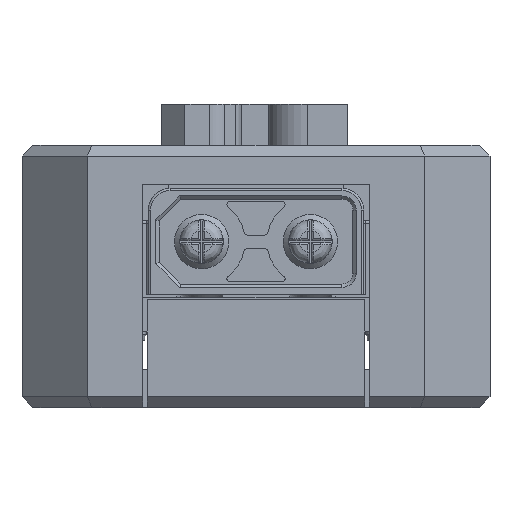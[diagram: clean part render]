
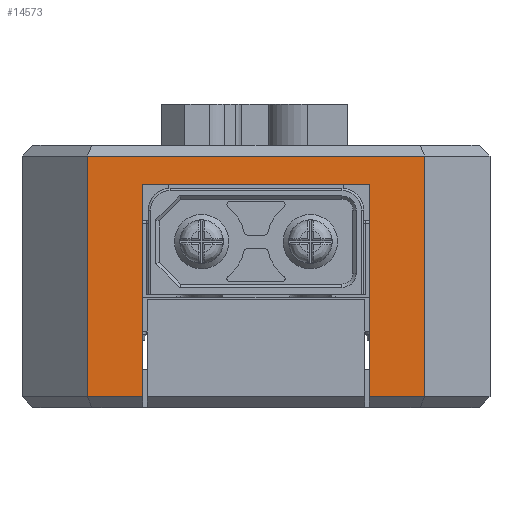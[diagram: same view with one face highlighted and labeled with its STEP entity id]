
A CAD part, front view. The second image highlights one B-rep face of the part: STEP entity #14573.
In plain terms, the highlighted planar face has unit normal (0, -1, 0).
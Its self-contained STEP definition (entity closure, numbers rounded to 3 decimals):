
#353=PLANE('',#15604);
#998=FACE_OUTER_BOUND('',#1863,.T.);
#1863=EDGE_LOOP('',(#10510,#10511,#10512,#10513,#10514,#10515,#10516,#10517));
#3612=LINE('',#24531,#5005);
#3719=LINE('',#24756,#5112);
#3721=LINE('',#24760,#5114);
#3722=LINE('',#24762,#5115);
#3723=LINE('',#24764,#5116);
#3724=LINE('',#24766,#5117);
#3725=LINE('',#24768,#5118);
#3726=LINE('',#24769,#5119);
#5005=VECTOR('',#17419,10.);
#5112=VECTOR('',#17648,10.);
#5114=VECTOR('',#17652,10.);
#5115=VECTOR('',#17653,10.);
#5116=VECTOR('',#17654,10.);
#5117=VECTOR('',#17655,10.);
#5118=VECTOR('',#17656,10.);
#5119=VECTOR('',#17657,10.);
#6442=VERTEX_POINT('',#24529);
#6443=VERTEX_POINT('',#24530);
#6500=VERTEX_POINT('',#24755);
#6501=VERTEX_POINT('',#24759);
#6502=VERTEX_POINT('',#24761);
#6503=VERTEX_POINT('',#24763);
#6504=VERTEX_POINT('',#24765);
#6505=VERTEX_POINT('',#24767);
#7904=EDGE_CURVE('',#6442,#6443,#3612,.T.);
#8019=EDGE_CURVE('',#6443,#6500,#3719,.T.);
#8021=EDGE_CURVE('',#6501,#6442,#3721,.T.);
#8022=EDGE_CURVE('',#6502,#6501,#3722,.T.);
#8023=EDGE_CURVE('',#6502,#6503,#3723,.T.);
#8024=EDGE_CURVE('',#6504,#6503,#3724,.F.);
#8025=EDGE_CURVE('',#6505,#6504,#3725,.T.);
#8026=EDGE_CURVE('',#6500,#6505,#3726,.T.);
#10510=ORIENTED_EDGE('',*,*,#7904,.F.);
#10511=ORIENTED_EDGE('',*,*,#8021,.F.);
#10512=ORIENTED_EDGE('',*,*,#8022,.F.);
#10513=ORIENTED_EDGE('',*,*,#8023,.T.);
#10514=ORIENTED_EDGE('',*,*,#8024,.F.);
#10515=ORIENTED_EDGE('',*,*,#8025,.F.);
#10516=ORIENTED_EDGE('',*,*,#8026,.F.);
#10517=ORIENTED_EDGE('',*,*,#8019,.F.);
#14573=ADVANCED_FACE('',(#998),#353,.T.);
#15604=AXIS2_PLACEMENT_3D('',#24758,#17650,#17651);
#17419=DIRECTION('',(1.,0.,0.));
#17648=DIRECTION('',(0.,0.,-1.));
#17650=DIRECTION('center_axis',(0.,-1.,0.));
#17651=DIRECTION('ref_axis',(1.,0.,0.));
#17652=DIRECTION('',(0.,0.,1.));
#17653=DIRECTION('',(-1.,0.,0.));
#17654=DIRECTION('',(0.,0.,1.));
#17655=DIRECTION('',(1.,0.,0.));
#17656=DIRECTION('',(0.,0.,1.));
#17657=DIRECTION('',(-1.,0.,0.));
#24529=CARTESIAN_POINT('',(-0.25,-1.25,8.052));
#24530=CARTESIAN_POINT('',(15.25,-1.25,8.053));
#24531=CARTESIAN_POINT('',(2.125,-1.25,8.052));
#24755=CARTESIAN_POINT('',(15.25,-1.25,-3.));
#24756=CARTESIAN_POINT('',(15.25,-1.25,0.));
#24758=CARTESIAN_POINT('Origin',(-3.25,-1.25,0.));
#24759=CARTESIAN_POINT('',(-0.25,-1.25,-3.));
#24760=CARTESIAN_POINT('',(-0.25,-1.25,0.));
#24761=CARTESIAN_POINT('',(2.3,-1.25,-3.));
#24762=CARTESIAN_POINT('',(-1.863,-1.25,-3.));
#24763=CARTESIAN_POINT('',(2.3,-1.25,6.753));
#24764=CARTESIAN_POINT('',(2.3,-1.25,0.));
#24765=CARTESIAN_POINT('',(12.7,-1.25,6.753));
#24766=CARTESIAN_POINT('',(10.1,-1.25,6.753));
#24767=CARTESIAN_POINT('',(12.7,-1.25,-3.));
#24768=CARTESIAN_POINT('',(12.7,-1.25,0.));
#24769=CARTESIAN_POINT('',(6.113,-1.25,-3.));
